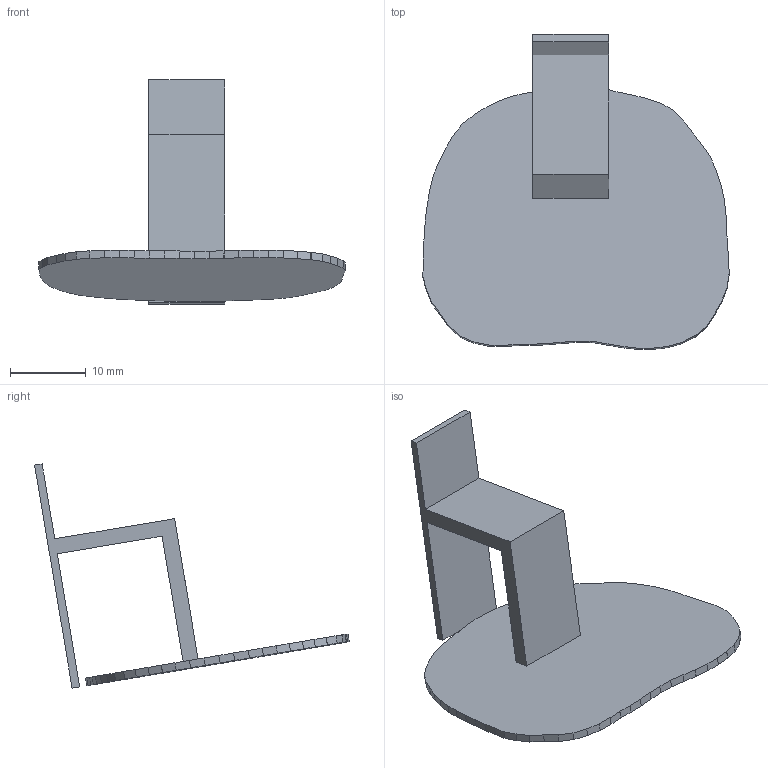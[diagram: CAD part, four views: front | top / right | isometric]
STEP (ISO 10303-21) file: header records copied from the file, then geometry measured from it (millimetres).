
FILE_DESCRIPTION(/* description */ (''),/* implementation_level */ '2;1');
FILE_NAME(/* name */ 'AbdFlex_L3 mount.step',/* time_stamp */ '2024-06-23T23:30:00-04:00',/* author */ (''),/* organization */ (''),/* preprocessor_version */ 'ST-DEVELOPER v20',/* originating_system */ 'Autodesk Translation Framework v13.14.0.145',/* authorisation */ '');
FILE_SCHEMA (('AUTOMOTIVE_DESIGN { 1 0 10303 214 3 1 1 }'));
Length unit declared in the file: millimetre
Products named in the file (1): AbdFlex_L3 mount
Bounding box: 40.35 x 41.45 x 29.52 mm (x, y, z)
Volume: 2150.1 mm3; surface area: 3941.1 mm2
Topology: 1 solids, 1 shells, 124 faces, 363 edges, 242 vertices
Faces by surface type: plane 124
Entity records: 4060 total; most frequent: CARTESIAN_POINT 730, ORIENTED_EDGE 726, DIRECTION 613, LINE 363, VECTOR 363, EDGE_CURVE 363, VERTEX_POINT 242, EDGE_LOOP 125
